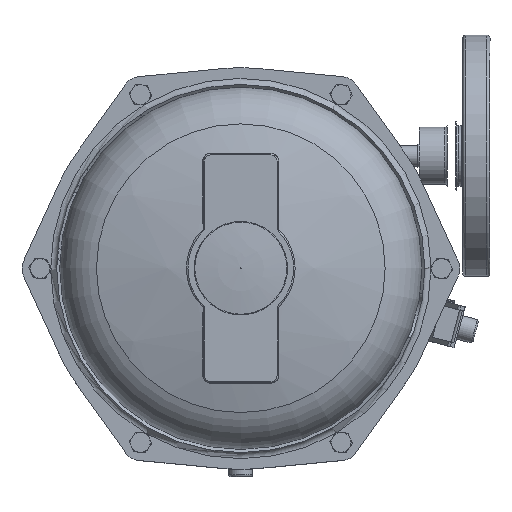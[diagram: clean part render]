
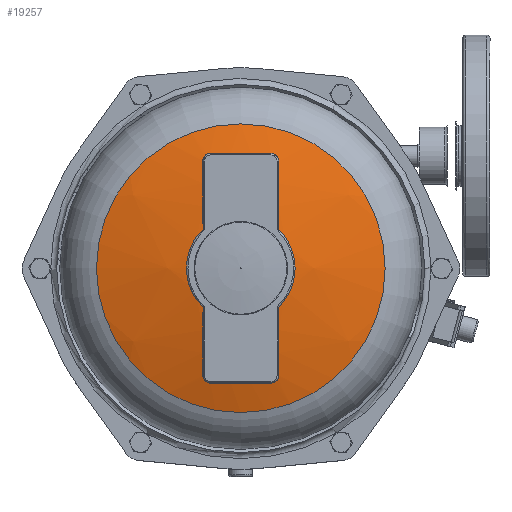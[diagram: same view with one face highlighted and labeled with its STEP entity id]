
A CAD part, top view. The second image highlights one B-rep face of the part: STEP entity #19257.
In plain terms, the highlighted spherical face has radius 315 mm.
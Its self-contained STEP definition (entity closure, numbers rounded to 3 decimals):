
#792=SPHERICAL_SURFACE('',#20474,315.);
#1019=FACE_BOUND('',#2265,.T.);
#1141=FACE_OUTER_BOUND('',#2264,.T.);
#2264=EDGE_LOOP('',(#12446));
#2265=EDGE_LOOP('',(#12447,#12448,#12449,#12450,#12451,#12452,#12453,#12454,
#12455,#12456,#12457,#12458));
#3478=B_SPLINE_CURVE_WITH_KNOTS('',3,(#27362,#27363,#27364,#27365,#27366,
#27367,#27368,#27369,#27370,#27371),.UNSPECIFIED.,.F.,.F.,(4,2,2,2,4),(0.,
0.194,0.389,0.588,0.787),
 .UNSPECIFIED.);
#3479=B_SPLINE_CURVE_WITH_KNOTS('',3,(#27375,#27376,#27377,#27378,#27379,
#27380,#27381,#27382,#27383,#27384),.UNSPECIFIED.,.F.,.F.,(4,2,2,2,4),(2.364,
2.563,2.762,2.956,3.151),
 .UNSPECIFIED.);
#3480=B_SPLINE_CURVE_WITH_KNOTS('',3,(#27392,#27393,#27394,#27395,#27396,
#27397,#27398,#27399,#27400,#27401),.UNSPECIFIED.,.F.,.F.,(4,2,2,2,4),(0.,
0.194,0.389,0.588,0.787),
 .UNSPECIFIED.);
#3481=B_SPLINE_CURVE_WITH_KNOTS('',3,(#27405,#27406,#27407,#27408,#27409,
#27410,#27411,#27412,#27413,#27414),.UNSPECIFIED.,.F.,.F.,(4,2,2,2,4),(2.364,
2.563,2.762,2.956,3.151),
 .UNSPECIFIED.);
#6965=CIRCLE('',#20475,95.636);
#6966=CIRCLE('',#20476,36.);
#6967=CIRCLE('',#20477,313.521);
#6968=CIRCLE('',#20478,304.278);
#6969=CIRCLE('',#20479,313.521);
#6970=CIRCLE('',#20480,36.);
#6971=CIRCLE('',#20481,313.521);
#6972=CIRCLE('',#20482,304.278);
#6973=CIRCLE('',#20483,313.521);
#7755=VERTEX_POINT('',#27354);
#7756=VERTEX_POINT('',#27356);
#7757=VERTEX_POINT('',#27357);
#7758=VERTEX_POINT('',#27359);
#7759=VERTEX_POINT('',#27361);
#7760=VERTEX_POINT('',#27372);
#7761=VERTEX_POINT('',#27374);
#7762=VERTEX_POINT('',#27385);
#7763=VERTEX_POINT('',#27387);
#7764=VERTEX_POINT('',#27389);
#7765=VERTEX_POINT('',#27391);
#7766=VERTEX_POINT('',#27402);
#7767=VERTEX_POINT('',#27404);
#9583=EDGE_CURVE('',#7755,#7755,#6965,.T.);
#9584=EDGE_CURVE('',#7756,#7757,#6966,.T.);
#9585=EDGE_CURVE('',#7758,#7756,#6967,.T.);
#9586=EDGE_CURVE('',#7759,#7758,#3478,.T.);
#9587=EDGE_CURVE('',#7760,#7759,#6968,.T.);
#9588=EDGE_CURVE('',#7761,#7760,#3479,.T.);
#9589=EDGE_CURVE('',#7762,#7761,#6969,.T.);
#9590=EDGE_CURVE('',#7763,#7762,#6970,.T.);
#9591=EDGE_CURVE('',#7764,#7763,#6971,.T.);
#9592=EDGE_CURVE('',#7765,#7764,#3480,.T.);
#9593=EDGE_CURVE('',#7766,#7765,#6972,.T.);
#9594=EDGE_CURVE('',#7767,#7766,#3481,.T.);
#9595=EDGE_CURVE('',#7757,#7767,#6973,.T.);
#12446=ORIENTED_EDGE('',*,*,#9583,.T.);
#12447=ORIENTED_EDGE('',*,*,#9584,.F.);
#12448=ORIENTED_EDGE('',*,*,#9585,.F.);
#12449=ORIENTED_EDGE('',*,*,#9586,.F.);
#12450=ORIENTED_EDGE('',*,*,#9587,.F.);
#12451=ORIENTED_EDGE('',*,*,#9588,.F.);
#12452=ORIENTED_EDGE('',*,*,#9589,.F.);
#12453=ORIENTED_EDGE('',*,*,#9590,.F.);
#12454=ORIENTED_EDGE('',*,*,#9591,.F.);
#12455=ORIENTED_EDGE('',*,*,#9592,.F.);
#12456=ORIENTED_EDGE('',*,*,#9593,.F.);
#12457=ORIENTED_EDGE('',*,*,#9594,.F.);
#12458=ORIENTED_EDGE('',*,*,#9595,.F.);
#19257=ADVANCED_FACE('',(#1141,#1019),#792,.T.);
#20474=AXIS2_PLACEMENT_3D('',#27353,#22339,#22340);
#20475=AXIS2_PLACEMENT_3D('',#27355,#22341,#22342);
#20476=AXIS2_PLACEMENT_3D('',#27358,#22343,#22344);
#20477=AXIS2_PLACEMENT_3D('',#27360,#22345,#22346);
#20478=AXIS2_PLACEMENT_3D('',#27373,#22347,#22348);
#20479=AXIS2_PLACEMENT_3D('',#27386,#22349,#22350);
#20480=AXIS2_PLACEMENT_3D('',#27388,#22351,#22352);
#20481=AXIS2_PLACEMENT_3D('',#27390,#22353,#22354);
#20482=AXIS2_PLACEMENT_3D('',#27403,#22355,#22356);
#20483=AXIS2_PLACEMENT_3D('',#27415,#22357,#22358);
#22339=DIRECTION('center_axis',(0.,-1.,0.));
#22340=DIRECTION('ref_axis',(-1.,0.,0.));
#22341=DIRECTION('center_axis',(0.,0.,
1.));
#22342=DIRECTION('ref_axis',(0.,1.,0.));
#22343=DIRECTION('center_axis',(0.,0.,
1.));
#22344=DIRECTION('ref_axis',(0.,-1.,0.));
#22345=DIRECTION('center_axis',(1.,0.,
-0.017));
#22346=DIRECTION('ref_axis',(0.017,0.,1.));
#22347=DIRECTION('center_axis',(0.,-1.,
-0.017));
#22348=DIRECTION('ref_axis',(0.,0.017,-1.));
#22349=DIRECTION('center_axis',(-1.,0.,
-0.017));
#22350=DIRECTION('ref_axis',(0.017,0.,-1.));
#22351=DIRECTION('center_axis',(0.,0.,
1.));
#22352=DIRECTION('ref_axis',(0.,-1.,0.));
#22353=DIRECTION('center_axis',(-1.,0.,
-0.017));
#22354=DIRECTION('ref_axis',(0.017,0.,-1.));
#22355=DIRECTION('center_axis',(0.,1.,
-0.017));
#22356=DIRECTION('ref_axis',(0.,0.017,1.));
#22357=DIRECTION('center_axis',(1.,0.,
-0.017));
#22358=DIRECTION('ref_axis',(0.017,0.,1.));
#27353=CARTESIAN_POINT('Origin',(-199.672,7.746,69.2));
#27354=CARTESIAN_POINT('',(-199.672,-87.89,369.331));
#27355=CARTESIAN_POINT('Origin',(-199.672,7.746,369.331));
#27356=CARTESIAN_POINT('',(-224.708,33.615,382.136));
#27357=CARTESIAN_POINT('',(-224.708,-18.123,382.136));
#27358=CARTESIAN_POINT('Origin',(-199.672,7.746,382.136));
#27359=CARTESIAN_POINT('',(-224.832,78.746,375.061));
#27360=CARTESIAN_POINT('Origin',(-230.161,7.746,69.732));
#27361=CARTESIAN_POINT('',(-219.672,83.92,374.195));
#27362=CARTESIAN_POINT('Ctrl Pts',(-219.672,83.92,374.195));
#27363=CARTESIAN_POINT('Ctrl Pts',(-220.318,83.921,374.153));
#27364=CARTESIAN_POINT('Ctrl Pts',(-221.009,83.793,374.137));
#27365=CARTESIAN_POINT('Ctrl Pts',(-222.278,83.269,374.176));
#27366=CARTESIAN_POINT('Ctrl Pts',(-222.856,82.874,374.23));
#27367=CARTESIAN_POINT('Ctrl Pts',(-223.78,81.956,374.383));
#27368=CARTESIAN_POINT('Ctrl Pts',(-224.181,81.368,374.494));
#27369=CARTESIAN_POINT('Ctrl Pts',(-224.708,80.086,374.757));
#27370=CARTESIAN_POINT('Ctrl Pts',(-224.834,79.393,374.91));
#27371=CARTESIAN_POINT('Ctrl Pts',(-224.832,78.746,375.061));
#27372=CARTESIAN_POINT('',(-179.672,83.92,374.195));
#27373=CARTESIAN_POINT('Origin',(-199.672,89.219,70.622));
#27374=CARTESIAN_POINT('',(-174.513,78.746,375.061));
#27375=CARTESIAN_POINT('Ctrl Pts',(-174.513,78.746,375.061));
#27376=CARTESIAN_POINT('Ctrl Pts',(-174.51,79.393,374.91));
#27377=CARTESIAN_POINT('Ctrl Pts',(-174.636,80.086,374.757));
#27378=CARTESIAN_POINT('Ctrl Pts',(-175.163,81.368,374.494));
#27379=CARTESIAN_POINT('Ctrl Pts',(-175.564,81.956,374.383));
#27380=CARTESIAN_POINT('Ctrl Pts',(-176.488,82.874,374.23));
#27381=CARTESIAN_POINT('Ctrl Pts',(-177.067,83.269,374.176));
#27382=CARTESIAN_POINT('Ctrl Pts',(-178.336,83.793,374.137));
#27383=CARTESIAN_POINT('Ctrl Pts',(-179.026,83.921,374.153));
#27384=CARTESIAN_POINT('Ctrl Pts',(-179.672,83.92,374.195));
#27385=CARTESIAN_POINT('',(-174.636,33.615,382.136));
#27386=CARTESIAN_POINT('Origin',(-169.183,7.746,69.732));
#27387=CARTESIAN_POINT('',(-174.636,-18.123,382.136));
#27388=CARTESIAN_POINT('Origin',(-199.672,7.746,382.136));
#27389=CARTESIAN_POINT('',(-174.513,-63.254,375.061));
#27390=CARTESIAN_POINT('Origin',(-169.183,7.746,69.732));
#27391=CARTESIAN_POINT('',(-179.672,-68.429,374.195));
#27392=CARTESIAN_POINT('Ctrl Pts',(-179.672,-68.429,
374.195));
#27393=CARTESIAN_POINT('Ctrl Pts',(-179.026,-68.43,
374.153));
#27394=CARTESIAN_POINT('Ctrl Pts',(-178.336,-68.301,
374.137));
#27395=CARTESIAN_POINT('Ctrl Pts',(-177.067,-67.778,
374.176));
#27396=CARTESIAN_POINT('Ctrl Pts',(-176.488,-67.383,374.23));
#27397=CARTESIAN_POINT('Ctrl Pts',(-175.564,-66.464,
374.383));
#27398=CARTESIAN_POINT('Ctrl Pts',(-175.163,-65.876,
374.494));
#27399=CARTESIAN_POINT('Ctrl Pts',(-174.636,-64.595,
374.757));
#27400=CARTESIAN_POINT('Ctrl Pts',(-174.51,-63.901,
374.91));
#27401=CARTESIAN_POINT('Ctrl Pts',(-174.513,-63.254,
375.061));
#27402=CARTESIAN_POINT('',(-219.672,-68.429,374.195));
#27403=CARTESIAN_POINT('Origin',(-199.672,-73.728,70.622));
#27404=CARTESIAN_POINT('',(-224.832,-63.254,375.061));
#27405=CARTESIAN_POINT('Ctrl Pts',(-224.832,-63.254,
375.061));
#27406=CARTESIAN_POINT('Ctrl Pts',(-224.834,-63.901,
374.91));
#27407=CARTESIAN_POINT('Ctrl Pts',(-224.708,-64.595,374.757));
#27408=CARTESIAN_POINT('Ctrl Pts',(-224.181,-65.876,
374.494));
#27409=CARTESIAN_POINT('Ctrl Pts',(-223.78,-66.464,
374.383));
#27410=CARTESIAN_POINT('Ctrl Pts',(-222.856,-67.383,
374.23));
#27411=CARTESIAN_POINT('Ctrl Pts',(-222.278,-67.778,
374.176));
#27412=CARTESIAN_POINT('Ctrl Pts',(-221.009,-68.301,
374.137));
#27413=CARTESIAN_POINT('Ctrl Pts',(-220.318,-68.43,
374.153));
#27414=CARTESIAN_POINT('Ctrl Pts',(-219.672,-68.429,
374.195));
#27415=CARTESIAN_POINT('Origin',(-230.161,7.746,69.732));
